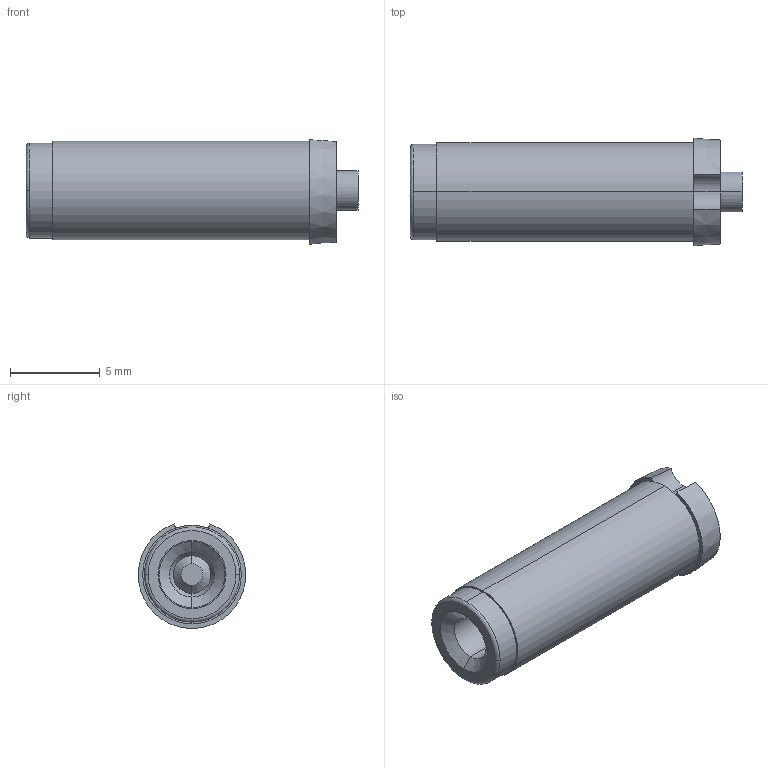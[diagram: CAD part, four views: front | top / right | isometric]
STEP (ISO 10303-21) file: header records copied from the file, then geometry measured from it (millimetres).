
FILE_DESCRIPTION (( 'STEP AP203' ), '1' );
FILE_NAME ('50-00128_revA2.STEP', '2020-09-24T18:31:52', ( '' ), ( '' ), 'SwSTEP 2.0', 'SolidWorks 2015', '' );
FILE_SCHEMA (( 'CONFIG_CONTROL_DESIGN' ));
Length unit declared in the file: millimetre
Products named in the file (5): 5525C185-ET04; 50-00128_revA2; 5525C185-B01; 5525C185-DI03; 5525C185-DH02
Assembly tree (4 placements, depth 2):
  50-00128_revA2
    5525C185-B01
    5525C185-DH02
    5525C185-DI03
    5525C185-ET04
Bounding box: 18.5 x 5.99 x 5.82 mm (x, y, z)
Volume: 359.3 mm3; surface area: 1254.9 mm2
Topology: 4 solids, 4 shells, 72 faces, 149 edges, 89 vertices
Faces by surface type: cylinder 38, cone 17, plane 15, bspline 2
Entity records: 2494 total; most frequent: DIRECTION 387, CARTESIAN_POINT 385, ORIENTED_EDGE 294, AXIS2_PLACEMENT_3D 167, EDGE_CURVE 147, CIRCLE 90, VERTEX_POINT 89, EDGE_LOOP 84
